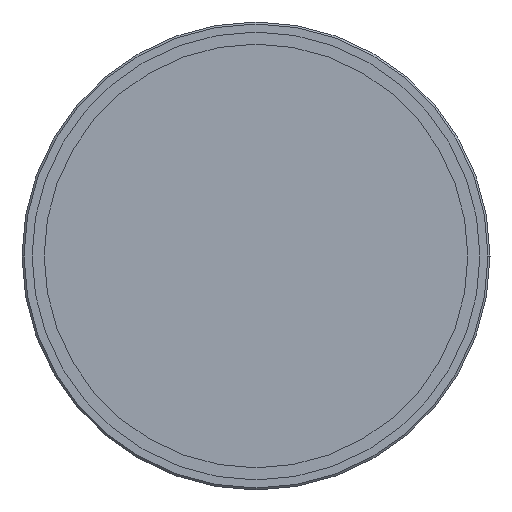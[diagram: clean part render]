
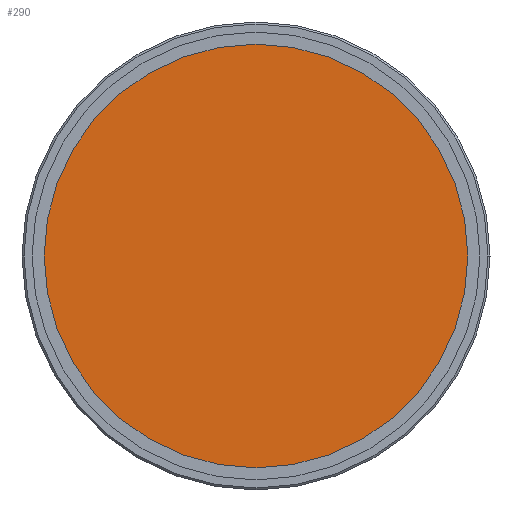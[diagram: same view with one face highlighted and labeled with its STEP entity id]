
A CAD part, left-side view. The second image highlights one B-rep face of the part: STEP entity #290.
In plain terms, the highlighted free-form (B-spline) face has degree [1, 1] with [2, 2] control points.
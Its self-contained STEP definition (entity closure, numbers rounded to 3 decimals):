
#260 = CARTESIAN_POINT ( 'NONE',  ( -372.22, -52.5, 0. ) ) ;
#290 = ADVANCED_FACE ( 'NONE', ( #3799 ), #6275, .T. ) ;
#494 = DIRECTION ( 'NONE',  ( -1., 0., 0. ) ) ;
#1931 = DIRECTION ( 'NONE',  ( 0., -1., 0. ) ) ;
#2112 = DIRECTION ( 'NONE',  ( -1., 0., 0. ) ) ;
#3082 = EDGE_LOOP ( 'NONE', ( #3120, #7044 ) ) ;
#3120 = ORIENTED_EDGE ( 'NONE', *, *, #5234, .T. ) ;
#3799 = FACE_OUTER_BOUND ( 'NONE', #3082, .T. ) ;
#3863 = CARTESIAN_POINT ( 'NONE',  ( -372.22, 54.6, 54.668 ) ) ;
#3905 = CARTESIAN_POINT ( 'NONE',  ( -372.22, 0., 0. ) ) ;
#4274 = CARTESIAN_POINT ( 'NONE',  ( -372.22, 0., 0. ) ) ;
#5165 = AXIS2_PLACEMENT_3D ( 'NONE', #3905, #2112, #1931 ) ;
#5234 = EDGE_CURVE ( 'NONE', #9020, #8832, #7833, .T. ) ;
#5682 = CARTESIAN_POINT ( 'NONE',  ( -372.22, -54.6, -54.668 ) ) ;
#6275 = B_SPLINE_SURFACE_WITH_KNOTS ( 'NONE', 1, 1, ( 
 ( #7489, #5682 ),
 ( #3863, #8646 ) ),
 .UNSPECIFIED., .F., .F., .F.,
 ( 2, 2 ),
 ( 2, 2 ),
 ( -54.6, 54.6 ),
 ( -54.668, 54.668 ),
 .UNSPECIFIED. ) ;
#7044 = ORIENTED_EDGE ( 'NONE', *, *, #10131, .T. ) ;
#7489 = CARTESIAN_POINT ( 'NONE',  ( -372.22, -54.6, 54.668 ) ) ;
#7833 = CIRCLE ( 'NONE', #9374, 52.5 ) ;
#8146 = CARTESIAN_POINT ( 'NONE',  ( -372.22, 52.5, 0. ) ) ;
#8646 = CARTESIAN_POINT ( 'NONE',  ( -372.22, 54.6, -54.668 ) ) ;
#8832 = VERTEX_POINT ( 'NONE', #260 ) ;
#9020 = VERTEX_POINT ( 'NONE', #8146 ) ;
#9374 = AXIS2_PLACEMENT_3D ( 'NONE', #4274, #494, #9604 ) ;
#9410 = CIRCLE ( 'NONE', #5165, 52.5 ) ;
#9604 = DIRECTION ( 'NONE',  ( 0., 1., 0. ) ) ;
#10131 = EDGE_CURVE ( 'NONE', #8832, #9020, #9410, .T. ) ;
